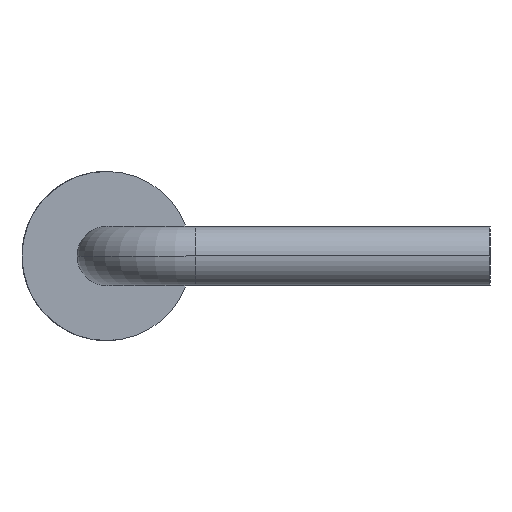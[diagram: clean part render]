
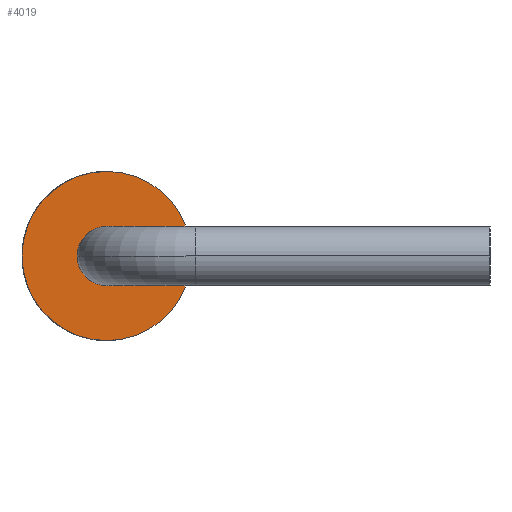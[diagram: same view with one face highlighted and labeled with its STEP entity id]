
A CAD part, left-side view. The second image highlights one B-rep face of the part: STEP entity #4019.
In plain terms, the highlighted planar face has unit normal (-1, 0, 0).
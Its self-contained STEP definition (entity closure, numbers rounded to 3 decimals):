
#120 = ORIENTED_EDGE ( 'NONE', *, *, #2269, .F. ) ;
#123 = EDGE_CURVE ( 'NONE', #3825, #2207, #1982, .T. ) ;
#230 = DIRECTION ( 'NONE',  ( 0., 0., -1. ) ) ;
#292 = CARTESIAN_POINT ( 'NONE',  ( 3.045, 2.02, 0. ) ) ;
#502 = CARTESIAN_POINT ( 'NONE',  ( 3.045, 2.02, 0. ) ) ;
#625 = DIRECTION ( 'NONE',  ( -1., 0., 0. ) ) ;
#715 = ORIENTED_EDGE ( 'NONE', *, *, #123, .F. ) ;
#825 = CARTESIAN_POINT ( 'NONE',  ( 3.045, 2.02, 0. ) ) ;
#873 = ORIENTED_EDGE ( 'NONE', *, *, #3733, .F. ) ;
#931 = FACE_BOUND ( 'NONE', #2180, .T. ) ;
#1018 = CIRCLE ( 'NONE', #3427, 1.02 ) ;
#1202 = CARTESIAN_POINT ( 'NONE',  ( 3.045, 2.02, 1.02 ) ) ;
#1213 = CARTESIAN_POINT ( 'NONE',  ( 3.045, 2.02, 0. ) ) ;
#1325 = CARTESIAN_POINT ( 'NONE',  ( 3.045, 2.02, 0. ) ) ;
#1593 = CIRCLE ( 'NONE', #2486, 0.356 ) ;
#1628 = DIRECTION ( 'NONE',  ( 0., 0., -1. ) ) ;
#1978 = DIRECTION ( 'NONE',  ( 0., 0., -1. ) ) ;
#1982 = CIRCLE ( 'NONE', #3352, 0.356 ) ;
#1984 = CIRCLE ( 'NONE', #4101, 1.02 ) ;
#2092 = EDGE_LOOP ( 'NONE', ( #120, #2852 ) ) ;
#2123 = CARTESIAN_POINT ( 'NONE',  ( 3.045, 2.02, -1.02 ) ) ;
#2157 = AXIS2_PLACEMENT_3D ( 'NONE', #292, #4197, #1628 ) ;
#2180 = EDGE_LOOP ( 'NONE', ( #873, #715 ) ) ;
#2207 = VERTEX_POINT ( 'NONE', #3130 ) ;
#2269 = EDGE_CURVE ( 'NONE', #3189, #3688, #1984, .T. ) ;
#2415 = CARTESIAN_POINT ( 'NONE',  ( 3.045, 2.376, 0. ) ) ;
#2486 = AXIS2_PLACEMENT_3D ( 'NONE', #825, #3139, #2494 ) ;
#2494 = DIRECTION ( 'NONE',  ( 0., 0., -1. ) ) ;
#2852 = ORIENTED_EDGE ( 'NONE', *, *, #3485, .F. ) ;
#2874 = FACE_OUTER_BOUND ( 'NONE', #2092, .T. ) ;
#3130 = CARTESIAN_POINT ( 'NONE',  ( 3.045, 1.664, 0. ) ) ;
#3139 = DIRECTION ( 'NONE',  ( -1., 0., 0. ) ) ;
#3189 = VERTEX_POINT ( 'NONE', #1202 ) ;
#3200 = DIRECTION ( 'NONE',  ( 1., 0., 0. ) ) ;
#3203 = DIRECTION ( 'NONE',  ( 0., 0., -1. ) ) ;
#3262 = PLANE ( 'NONE',  #2157 ) ;
#3352 = AXIS2_PLACEMENT_3D ( 'NONE', #1325, #625, #1978 ) ;
#3427 = AXIS2_PLACEMENT_3D ( 'NONE', #1213, #3200, #230 ) ;
#3485 = EDGE_CURVE ( 'NONE', #3688, #3189, #1018, .T. ) ;
#3688 = VERTEX_POINT ( 'NONE', #2123 ) ;
#3733 = EDGE_CURVE ( 'NONE', #2207, #3825, #1593, .T. ) ;
#3825 = VERTEX_POINT ( 'NONE', #2415 ) ;
#3866 = DIRECTION ( 'NONE',  ( 1., 0., 0. ) ) ;
#4019 = ADVANCED_FACE ( 'NONE', ( #931, #2874 ), #3262, .F. ) ;
#4101 = AXIS2_PLACEMENT_3D ( 'NONE', #502, #3866, #3203 ) ;
#4197 = DIRECTION ( 'NONE',  ( 1., 0., 0. ) ) ;
